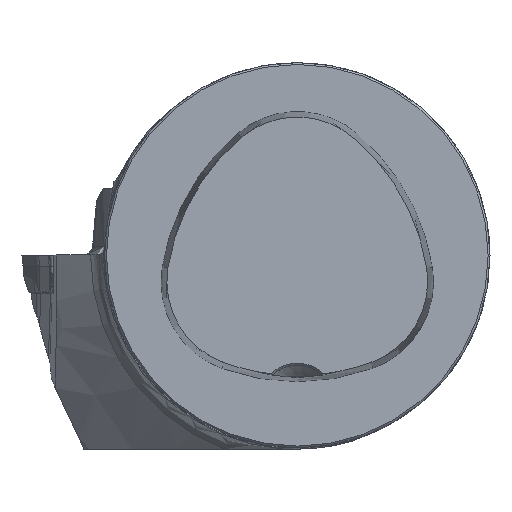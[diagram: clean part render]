
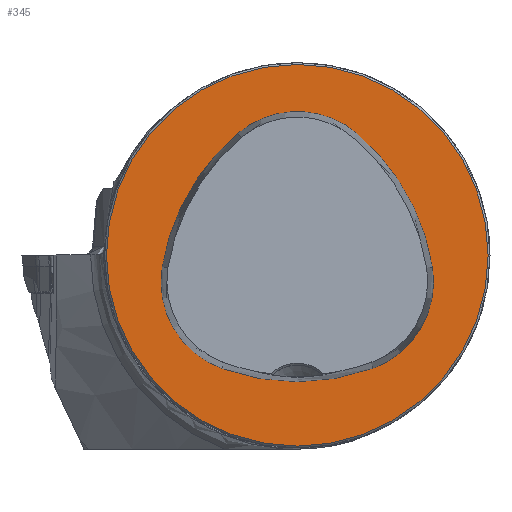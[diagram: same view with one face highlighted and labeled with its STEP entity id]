
A CAD part, top view. The second image highlights one B-rep face of the part: STEP entity #345.
In plain terms, the highlighted planar face has unit normal (0, 0, 1).
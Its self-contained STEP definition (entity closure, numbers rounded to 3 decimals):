
#86=FACE_BOUND('',#677,.T.);
#87=FACE_BOUND('',#678,.T.);
#231=PLANE('',#2951);
#345=ADVANCED_FACE('CU_FL_N1_SU_1',(#86,#87),#231,.T.);
#677=EDGE_LOOP('',(#1494,#1495,#1496,#1497,#1498,#1499));
#678=EDGE_LOOP('',(#1500));
#774=CIRCLE('',#2942,36.075);
#776=CIRCLE('',#2945,36.075);
#777=CIRCLE('',#2946,15.075);
#778=CIRCLE('',#2947,36.075);
#779=CIRCLE('',#2948,15.075);
#780=CIRCLE('',#2949,15.075);
#781=CIRCLE('',#2950,31.2);
#1494=ORIENTED_EDGE('',*,*,#2349,.F.);
#1495=ORIENTED_EDGE('',*,*,#2350,.F.);
#1496=ORIENTED_EDGE('',*,*,#2351,.F.);
#1497=ORIENTED_EDGE('',*,*,#2352,.F.);
#1498=ORIENTED_EDGE('',*,*,#2346,.F.);
#1499=ORIENTED_EDGE('',*,*,#2353,.F.);
#1500=ORIENTED_EDGE('',*,*,#2354,.T.);
#1996=VERTEX_POINT('',#5742);
#1997=VERTEX_POINT('',#5744);
#1999=VERTEX_POINT('',#5750);
#2000=VERTEX_POINT('',#5751);
#2001=VERTEX_POINT('',#5753);
#2002=VERTEX_POINT('',#5755);
#2003=VERTEX_POINT('',#5759);
#2346=EDGE_CURVE('',#1996,#1997,#774,.T.);
#2349=EDGE_CURVE('',#1999,#2000,#776,.T.);
#2350=EDGE_CURVE('',#2001,#1999,#777,.T.);
#2351=EDGE_CURVE('',#2002,#2001,#778,.T.);
#2352=EDGE_CURVE('',#1997,#2002,#779,.T.);
#2353=EDGE_CURVE('',#2000,#1996,#780,.T.);
#2354=EDGE_CURVE('',#2003,#2003,#781,.T.);
#2942=AXIS2_PLACEMENT_3D('',#5743,#3414,#3415);
#2945=AXIS2_PLACEMENT_3D('',#5749,#3421,#3422);
#2946=AXIS2_PLACEMENT_3D('',#5752,#3423,#3424);
#2947=AXIS2_PLACEMENT_3D('',#5754,#3425,#3426);
#2948=AXIS2_PLACEMENT_3D('',#5756,#3427,#3428);
#2949=AXIS2_PLACEMENT_3D('',#5757,#3429,#3430);
#2950=AXIS2_PLACEMENT_3D('',#5758,#3431,#3432);
#2951=AXIS2_PLACEMENT_3D('',#5760,#3433,#3434);
#3414=DIRECTION('',(0.,0.,1.));
#3415=DIRECTION('',(1.,0.,0.));
#3421=DIRECTION('',(0.,0.,1.));
#3422=DIRECTION('',(1.,0.,0.));
#3423=DIRECTION('',(0.,0.,1.));
#3424=DIRECTION('',(1.,0.,0.));
#3425=DIRECTION('',(0.,0.,1.));
#3426=DIRECTION('',(1.,0.,0.));
#3427=DIRECTION('',(0.,0.,1.));
#3428=DIRECTION('',(1.,0.,0.));
#3429=DIRECTION('',(0.,0.,1.));
#3430=DIRECTION('',(1.,0.,0.));
#3431=DIRECTION('',(0.,0.,1.));
#3432=DIRECTION('',(1.,0.,0.));
#3433=DIRECTION('',(0.,0.,1.));
#3434=DIRECTION('',(1.,0.,0.));
#5742=CARTESIAN_POINT('',(-12.368,-18.489,0.));
#5743=CARTESIAN_POINT('',(0.,15.4,0.));
#5744=CARTESIAN_POINT('',(12.368,-18.489,0.));
#5749=CARTESIAN_POINT('',(13.535,-7.656,0.));
#5750=CARTESIAN_POINT('',(-9.716,19.927,0.));
#5751=CARTESIAN_POINT('',(-22.084,-1.937,0.));
#5752=CARTESIAN_POINT('',(0.,8.4,0.));
#5753=CARTESIAN_POINT('',(9.716,19.927,0.));
#5754=CARTESIAN_POINT('',(-13.535,-7.656,0.));
#5755=CARTESIAN_POINT('',(22.084,-1.937,0.));
#5756=CARTESIAN_POINT('',(7.2,-4.327,0.));
#5757=CARTESIAN_POINT('',(-7.2,-4.327,0.));
#5758=CARTESIAN_POINT('',(0.,0.,0.));
#5759=CARTESIAN_POINT('',(31.2,0.,0.));
#5760=CARTESIAN_POINT('',(0.,0.,0.));
